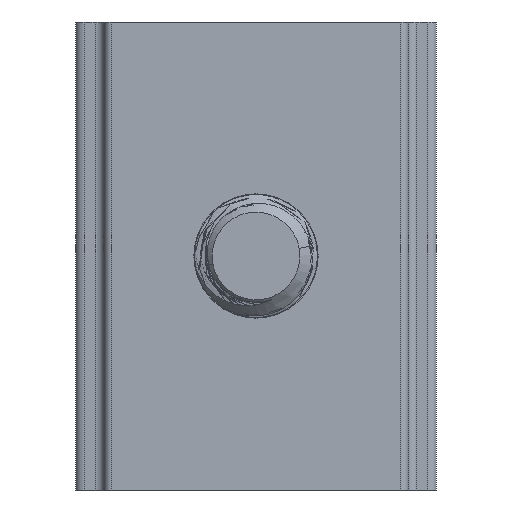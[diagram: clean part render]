
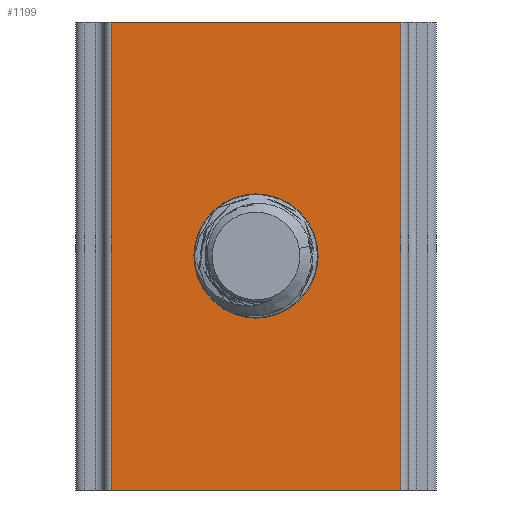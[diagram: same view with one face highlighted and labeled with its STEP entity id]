
A CAD part, front view. The second image highlights one B-rep face of the part: STEP entity #1199.
In plain terms, the highlighted planar face has unit normal (0, -1, 0).
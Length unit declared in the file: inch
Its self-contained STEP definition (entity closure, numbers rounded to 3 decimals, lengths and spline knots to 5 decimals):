
#46 = ORIENTED_EDGE ( 'NONE', *, *, #4634, .T. ) ;
#229 = CARTESIAN_POINT ( 'NONE',  ( 0.19315, 0., 0. ) ) ;
#439 = ORIENTED_EDGE ( 'NONE', *, *, #1684, .F. ) ;
#511 = AXIS2_PLACEMENT_3D ( 'NONE', #5690, #5108, #1086 ) ;
#520 = DIRECTION ( 'NONE',  ( 1., 0., 0. ) ) ;
#731 = EDGE_LOOP ( 'NONE', ( #5154, #439, #46, #7432 ) ) ;
#865 = ORIENTED_EDGE ( 'NONE', *, *, #2447, .F. ) ;
#1066 = CARTESIAN_POINT ( 'NONE',  ( -0.19315, 0., -0.625 ) ) ;
#1086 = DIRECTION ( 'NONE',  ( 0., 0., -1. ) ) ;
#1088 = CARTESIAN_POINT ( 'NONE',  ( 0., 0., -0.3125 ) ) ;
#1116 = VECTOR ( 'NONE', #520, 39.37008 ) ;
#1199 = ADVANCED_FACE ( 'NONE', ( #3198, #4748 ), #5132, .T. ) ;
#1206 = CARTESIAN_POINT ( 'NONE',  ( 0., 0., -0.2295 ) ) ;
#1216 = LINE ( 'NONE', #7187, #5805 ) ;
#1349 = LINE ( 'NONE', #6036, #2854 ) ;
#1655 = DIRECTION ( 'NONE',  ( 0., 0., -1. ) ) ;
#1671 = CARTESIAN_POINT ( 'NONE',  ( -0.19315, 0., 0. ) ) ;
#1684 = EDGE_CURVE ( 'NONE', #7038, #4363, #4106, .T. ) ;
#1771 = VERTEX_POINT ( 'NONE', #3218 ) ;
#1991 = DIRECTION ( 'NONE',  ( 1., 0., 0. ) ) ;
#2226 = CARTESIAN_POINT ( 'NONE',  ( 0.19315, 0., -0.625 ) ) ;
#2447 = EDGE_CURVE ( 'NONE', #2830, #1771, #3561, .T. ) ;
#2777 = CARTESIAN_POINT ( 'NONE',  ( -0.19315, 0., 0. ) ) ;
#2830 = VERTEX_POINT ( 'NONE', #1206 ) ;
#2854 = VECTOR ( 'NONE', #1991, 39.37008 ) ;
#3198 = FACE_BOUND ( 'NONE', #3263, .T. ) ;
#3218 = CARTESIAN_POINT ( 'NONE',  ( 0., 0., -0.3955 ) ) ;
#3263 = EDGE_LOOP ( 'NONE', ( #7384, #865 ) ) ;
#3275 = EDGE_CURVE ( 'NONE', #4363, #6259, #6073, .T. ) ;
#3561 = CIRCLE ( 'NONE', #3970, 0.083 ) ;
#3759 = CIRCLE ( 'NONE', #4875, 0.083 ) ;
#3970 = AXIS2_PLACEMENT_3D ( 'NONE', #4723, #4409, #4197 ) ;
#4106 = LINE ( 'NONE', #1066, #5813 ) ;
#4197 = DIRECTION ( 'NONE',  ( 0., 0., -1. ) ) ;
#4309 = DIRECTION ( 'NONE',  ( 0., 0., 1. ) ) ;
#4363 = VERTEX_POINT ( 'NONE', #2777 ) ;
#4409 = DIRECTION ( 'NONE',  ( 0., -1., 0. ) ) ;
#4634 = EDGE_CURVE ( 'NONE', #7038, #6654, #1349, .T. ) ;
#4723 = CARTESIAN_POINT ( 'NONE',  ( 0., 0., -0.3125 ) ) ;
#4748 = FACE_OUTER_BOUND ( 'NONE', #731, .T. ) ;
#4875 = AXIS2_PLACEMENT_3D ( 'NONE', #1088, #5114, #1655 ) ;
#5108 = DIRECTION ( 'NONE',  ( 0., -1., 0. ) ) ;
#5114 = DIRECTION ( 'NONE',  ( 0., -1., 0. ) ) ;
#5132 = PLANE ( 'NONE',  #511 ) ;
#5154 = ORIENTED_EDGE ( 'NONE', *, *, #3275, .F. ) ;
#5690 = CARTESIAN_POINT ( 'NONE',  ( -0.19315, 0., -0.625 ) ) ;
#5805 = VECTOR ( 'NONE', #4309, 39.37008 ) ;
#5813 = VECTOR ( 'NONE', #7401, 39.37008 ) ;
#6036 = CARTESIAN_POINT ( 'NONE',  ( -0.19315, 0., -0.625 ) ) ;
#6073 = LINE ( 'NONE', #1671, #1116 ) ;
#6259 = VERTEX_POINT ( 'NONE', #229 ) ;
#6432 = EDGE_CURVE ( 'NONE', #1771, #2830, #3759, .T. ) ;
#6654 = VERTEX_POINT ( 'NONE', #2226 ) ;
#7038 = VERTEX_POINT ( 'NONE', #7296 ) ;
#7187 = CARTESIAN_POINT ( 'NONE',  ( 0.19315, 0., -0.625 ) ) ;
#7296 = CARTESIAN_POINT ( 'NONE',  ( -0.19315, 0., -0.625 ) ) ;
#7384 = ORIENTED_EDGE ( 'NONE', *, *, #6432, .F. ) ;
#7401 = DIRECTION ( 'NONE',  ( 0., 0., 1. ) ) ;
#7432 = ORIENTED_EDGE ( 'NONE', *, *, #7501, .T. ) ;
#7501 = EDGE_CURVE ( 'NONE', #6654, #6259, #1216, .T. ) ;
